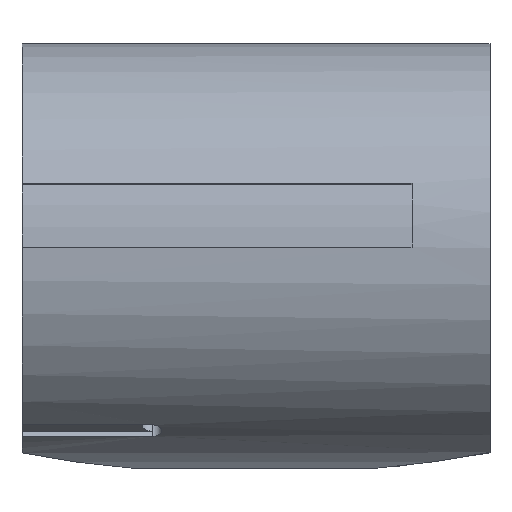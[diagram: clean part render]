
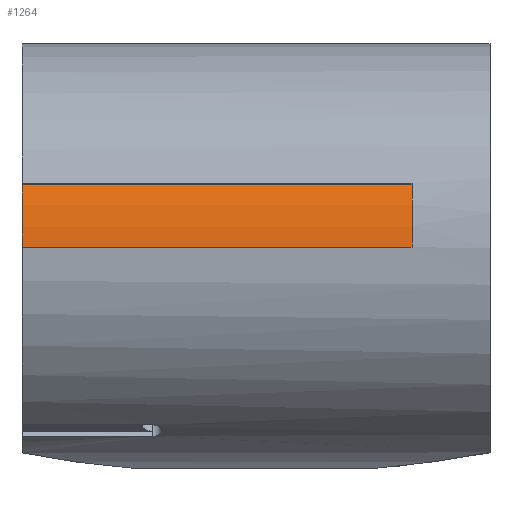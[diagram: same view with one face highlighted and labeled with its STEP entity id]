
A CAD part, left-side view. The second image highlights one B-rep face of the part: STEP entity #1264.
In plain terms, the highlighted cylindrical face has radius 32.9 mm (diameter 65.8 mm), a partial arc.
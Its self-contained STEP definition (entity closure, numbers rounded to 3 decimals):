
#729 = LINE ( 'NONE', #3472, #6857 ) ;
#952 = VERTEX_POINT ( 'NONE', #5991 ) ;
#1264 = ADVANCED_FACE ( 'NONE', ( #3036 ), #2965, .T. ) ;
#1707 = ORIENTED_EDGE ( 'NONE', *, *, #3293, .T. ) ;
#1895 = CIRCLE ( 'NONE', #6179, 32.9 ) ;
#1907 = CARTESIAN_POINT ( 'NONE',  ( 0.98, 72., -0.201 ) ) ;
#1909 = EDGE_LOOP ( 'NONE', ( #5048, #5032, #1707, #2257 ) ) ;
#2012 = CARTESIAN_POINT ( 'NONE',  ( 0.98, 12., -0.201 ) ) ;
#2064 = VERTEX_POINT ( 'NONE', #6572 ) ;
#2076 = DIRECTION ( 'NONE',  ( 0., 0., -1. ) ) ;
#2257 = ORIENTED_EDGE ( 'NONE', *, *, #3159, .T. ) ;
#2440 = CIRCLE ( 'NONE', #5691, 32.9 ) ;
#2965 = CYLINDRICAL_SURFACE ( 'NONE', #5263, 32.9 ) ;
#3036 = FACE_OUTER_BOUND ( 'NONE', #1909, .T. ) ;
#3143 = DIRECTION ( 'NONE',  ( 0., -1., 0. ) ) ;
#3159 = EDGE_CURVE ( 'NONE', #5999, #2064, #729, .T. ) ;
#3176 = DIRECTION ( 'NONE',  ( 0., 1., 0. ) ) ;
#3293 = EDGE_CURVE ( 'NONE', #952, #5999, #2440, .T. ) ;
#3415 = CARTESIAN_POINT ( 'NONE',  ( -29.867, 12., 11.24 ) ) ;
#3472 = CARTESIAN_POINT ( 'NONE',  ( -31.879, 72., 1.444 ) ) ;
#3503 = CARTESIAN_POINT ( 'NONE',  ( 0.98, 72., -0.201 ) ) ;
#4168 = DIRECTION ( 'NONE',  ( 0., -1., 0. ) ) ;
#4689 = VECTOR ( 'NONE', #6071, 1000. ) ;
#4931 = EDGE_CURVE ( 'NONE', #2064, #7197, #1895, .T. ) ;
#5032 = ORIENTED_EDGE ( 'NONE', *, *, #5064, .T. ) ;
#5048 = ORIENTED_EDGE ( 'NONE', *, *, #4931, .T. ) ;
#5064 = EDGE_CURVE ( 'NONE', #7197, #952, #6656, .T. ) ;
#5159 = DIRECTION ( 'NONE',  ( 0., -1., 0. ) ) ;
#5263 = AXIS2_PLACEMENT_3D ( 'NONE', #3503, #4168, #5267 ) ;
#5267 = DIRECTION ( 'NONE',  ( 0., 0., -1. ) ) ;
#5691 = AXIS2_PLACEMENT_3D ( 'NONE', #1907, #3143, #5838 ) ;
#5838 = DIRECTION ( 'NONE',  ( 0., 0., 1. ) ) ;
#5991 = CARTESIAN_POINT ( 'NONE',  ( -29.867, 72., 11.24 ) ) ;
#5999 = VERTEX_POINT ( 'NONE', #6746 ) ;
#6035 = CARTESIAN_POINT ( 'NONE',  ( -29.867, 72., 11.24 ) ) ;
#6071 = DIRECTION ( 'NONE',  ( 0., 1., 0. ) ) ;
#6179 = AXIS2_PLACEMENT_3D ( 'NONE', #2012, #3176, #2076 ) ;
#6572 = CARTESIAN_POINT ( 'NONE',  ( -31.879, 12., 1.444 ) ) ;
#6656 = LINE ( 'NONE', #6035, #4689 ) ;
#6746 = CARTESIAN_POINT ( 'NONE',  ( -31.879, 72., 1.444 ) ) ;
#6857 = VECTOR ( 'NONE', #5159, 1000. ) ;
#7197 = VERTEX_POINT ( 'NONE', #3415 ) ;
